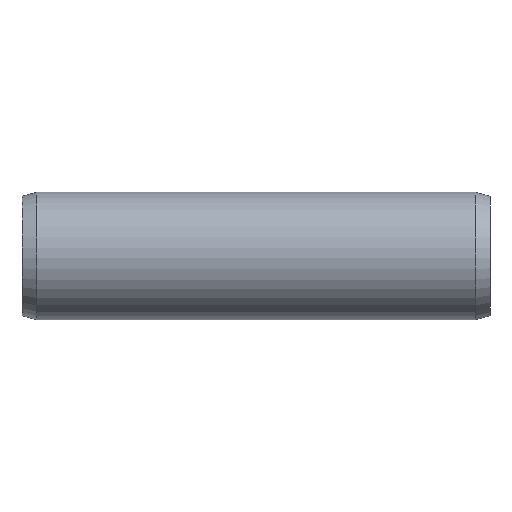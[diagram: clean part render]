
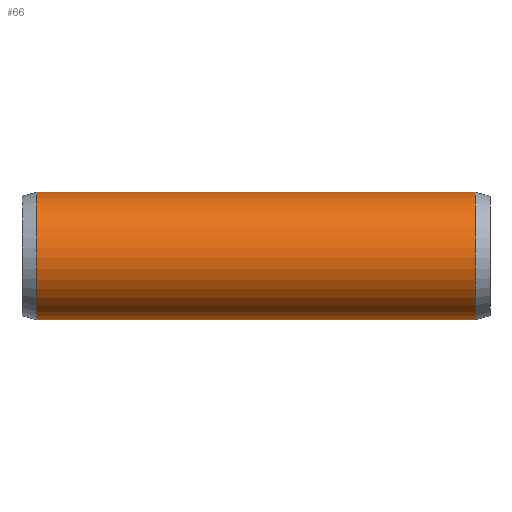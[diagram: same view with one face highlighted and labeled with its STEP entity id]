
A CAD part, front view. The second image highlights one B-rep face of the part: STEP entity #66.
In plain terms, the highlighted cylindrical face has radius 3 mm (diameter 6 mm), a partial arc.
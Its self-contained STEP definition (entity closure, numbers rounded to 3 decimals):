
#6 = DIRECTION ( 'NONE',  ( 0., 0., 1. ) ) ;
#7 = CARTESIAN_POINT ( 'NONE',  ( 21.3, 0., 0. ) ) ;
#8 = AXIS2_PLACEMENT_3D ( 'NONE', #7, #246, #6 ) ;
#9 = ORIENTED_EDGE ( 'NONE', *, *, #323, .F. ) ;
#19 = EDGE_CURVE ( 'NONE', #53, #149, #342, .T. ) ;
#33 = CARTESIAN_POINT ( 'NONE',  ( -9.525, 0.235, 2.991 ) ) ;
#36 = ORIENTED_EDGE ( 'NONE', *, *, #139, .F. ) ;
#38 = DIRECTION ( 'NONE',  ( -1., 0., 0. ) ) ;
#42 = DIRECTION ( 'NONE',  ( 0., 0., 1. ) ) ;
#53 = VERTEX_POINT ( 'NONE', #306 ) ;
#59 = CARTESIAN_POINT ( 'NONE',  ( 0.7, -0.235, 2.991 ) ) ;
#66 = ADVANCED_FACE ( 'NONE', ( #93 ), #227, .T. ) ;
#71 = CARTESIAN_POINT ( 'NONE',  ( 0.7, 0., 0. ) ) ;
#81 = VECTOR ( 'NONE', #287, 1000. ) ;
#87 = AXIS2_PLACEMENT_3D ( 'NONE', #334, #38, #90 ) ;
#90 = DIRECTION ( 'NONE',  ( 0., 0., 1. ) ) ;
#93 = FACE_OUTER_BOUND ( 'NONE', #212, .T. ) ;
#99 = DIRECTION ( 'NONE',  ( -1., 0., 0. ) ) ;
#130 = CARTESIAN_POINT ( 'NONE',  ( 0.7, 0., -3. ) ) ;
#133 = AXIS2_PLACEMENT_3D ( 'NONE', #71, #99, #155 ) ;
#139 = EDGE_CURVE ( 'NONE', #53, #340, #228, .T. ) ;
#149 = VERTEX_POINT ( 'NONE', #226 ) ;
#152 = ORIENTED_EDGE ( 'NONE', *, *, #317, .T. ) ;
#155 = DIRECTION ( 'NONE',  ( 0., 0., 1. ) ) ;
#167 = AXIS2_PLACEMENT_3D ( 'NONE', #337, #208, #42 ) ;
#168 = LINE ( 'NONE', #232, #81 ) ;
#184 = VECTOR ( 'NONE', #229, 1000. ) ;
#190 = VERTEX_POINT ( 'NONE', #59 ) ;
#208 = DIRECTION ( 'NONE',  ( -1., 0., 0. ) ) ;
#212 = EDGE_LOOP ( 'NONE', ( #36, #221, #152, #9, #273 ) ) ;
#221 = ORIENTED_EDGE ( 'NONE', *, *, #19, .T. ) ;
#226 = CARTESIAN_POINT ( 'NONE',  ( 21.3, -0.235, 2.991 ) ) ;
#227 = CYLINDRICAL_SURFACE ( 'NONE', #87, 3. ) ;
#228 = LINE ( 'NONE', #33, #184 ) ;
#229 = DIRECTION ( 'NONE',  ( -1., 0., 0. ) ) ;
#232 = CARTESIAN_POINT ( 'NONE',  ( -9.525, -0.235, 2.991 ) ) ;
#245 = CIRCLE ( 'NONE', #167, 3. ) ;
#246 = DIRECTION ( 'NONE',  ( -1., 0., 0. ) ) ;
#249 = EDGE_CURVE ( 'NONE', #340, #285, #312, .T. ) ;
#261 = CARTESIAN_POINT ( 'NONE',  ( 0.7, 0.235, 2.991 ) ) ;
#273 = ORIENTED_EDGE ( 'NONE', *, *, #249, .F. ) ;
#285 = VERTEX_POINT ( 'NONE', #130 ) ;
#287 = DIRECTION ( 'NONE',  ( -1., 0., 0. ) ) ;
#306 = CARTESIAN_POINT ( 'NONE',  ( 21.3, 0.235, 2.991 ) ) ;
#312 = CIRCLE ( 'NONE', #133, 3. ) ;
#317 = EDGE_CURVE ( 'NONE', #149, #190, #168, .T. ) ;
#323 = EDGE_CURVE ( 'NONE', #285, #190, #245, .T. ) ;
#334 = CARTESIAN_POINT ( 'NONE',  ( -9.525, 0., 0. ) ) ;
#337 = CARTESIAN_POINT ( 'NONE',  ( 0.7, 0., 0. ) ) ;
#340 = VERTEX_POINT ( 'NONE', #261 ) ;
#342 = CIRCLE ( 'NONE', #8, 3. ) ;
